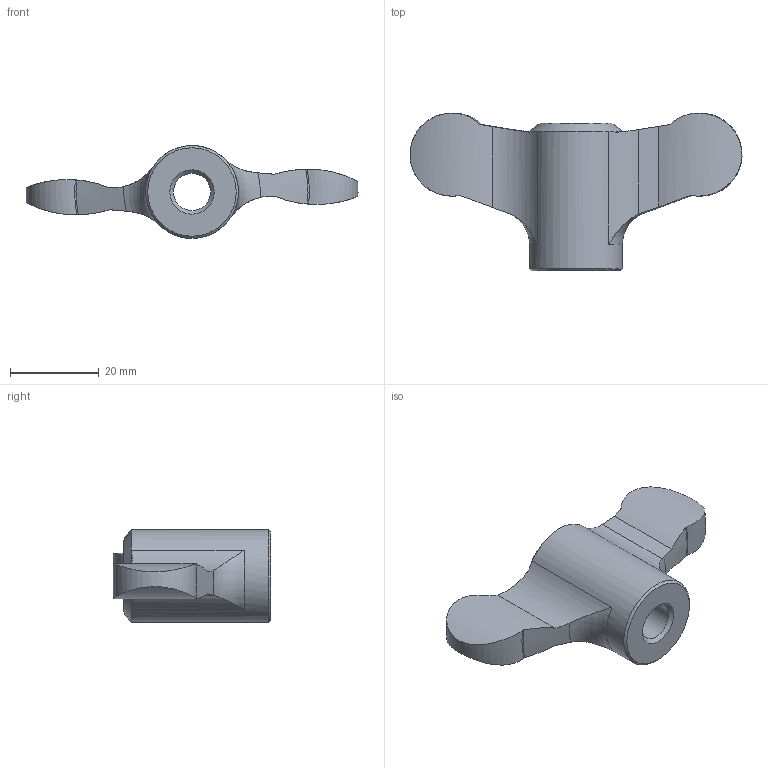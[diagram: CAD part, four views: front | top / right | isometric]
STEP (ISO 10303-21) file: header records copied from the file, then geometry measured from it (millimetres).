
FILE_DESCRIPTION( ( 'STEP AP214' ), '1' );
FILE_NAME( 'K0274.1210_M_10.stp', '2020-11-27T11:26:31', ( '' ), ( '' ), ' ', 'PARTsolutions', ' ' );
FILE_SCHEMA( ( 'AUTOMOTIVE_DESIGN { 1 0 10303 214 1 1 1 1 }' ) );
Length unit declared in the file: millimetre
Products named in the file (1): _K0274.1210_M 10
Bounding box: 74.98 x 35.59 x 21 mm (x, y, z)
Volume: 14350.8 mm3; surface area: 6290.4 mm2
Topology: 1 solids, 1 shells, 39 faces, 98 edges, 64 vertices
Faces by surface type: cylinder 14, torus 11, plane 7, cone 6, sphere 1
Full cylindrical faces by diameter (mm): 8.376 x1, 11 x1, 14 x2, 16 x1, 21 x1
Entity records: 1788 total; most frequent: CARTESIAN_POINT 625, ORIENTED_EDGE 172, DIRECTION 154, EDGE_CURVE 86, AXIS2_PLACEMENT_3D 72, VERTEX_POINT 63, EDGE_LOOP 54, FACE_OUTER_BOUND 47
